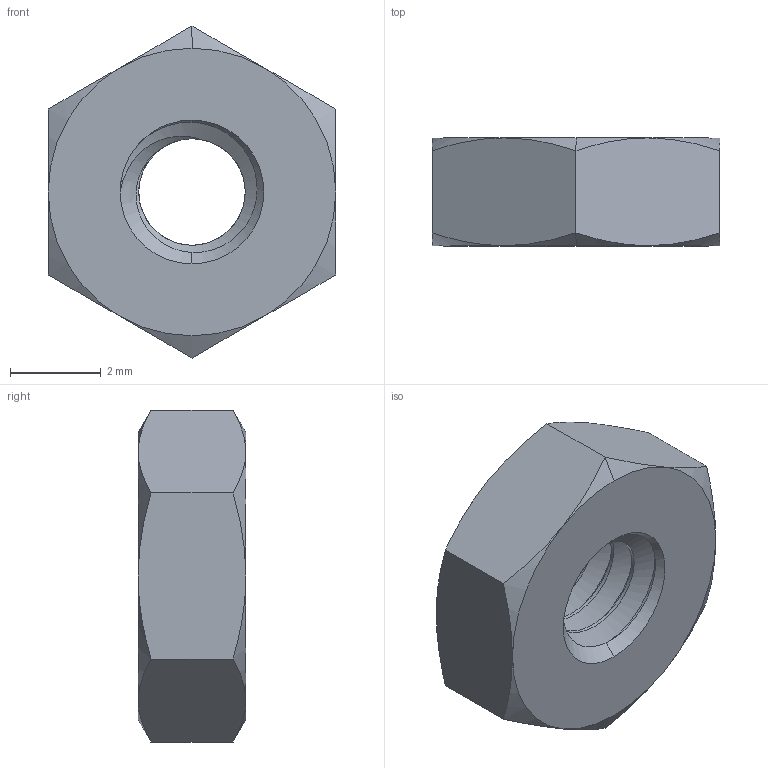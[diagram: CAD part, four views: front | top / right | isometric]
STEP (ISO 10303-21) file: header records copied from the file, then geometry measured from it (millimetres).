
FILE_DESCRIPTION (( 'STEP AP203' ), '1' );
FILE_NAME ('90730A006.step', '2015-02-25T14:43:45', ( '' ), ( '' ), 'SwSTEP 2.0', 'SolidWorks 2010', '' );
FILE_SCHEMA (( 'CONFIG_CONTROL_DESIGN' ));
Length unit declared in the file: inch
Products named in the file (1): 90730A006
Bounding box: 6.35 x 2.38 x 7.33 mm (x, y, z)
Volume: 67.6 mm3; surface area: 138.7 mm2
Topology: 1 solids, 1 shells, 41 faces, 98 edges, 59 vertices
Faces by surface type: cone 21, cylinder 9, plane 8, bspline 3
Entity records: 1835 total; most frequent: CARTESIAN_POINT 933, ORIENTED_EDGE 196, DIRECTION 141, EDGE_CURVE 98, AXIS2_PLACEMENT_3D 60, VERTEX_POINT 59, EDGE_LOOP 43, ADVANCED_FACE 41
